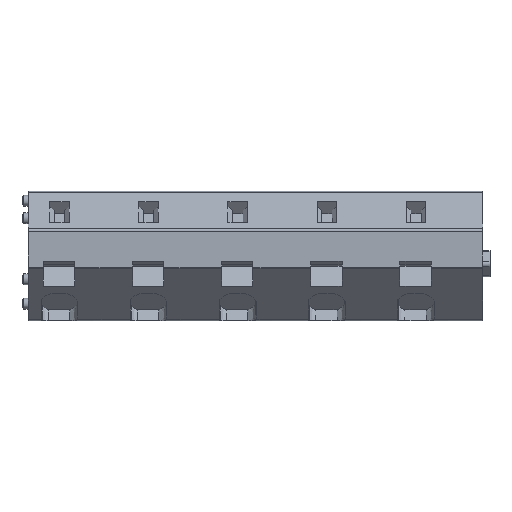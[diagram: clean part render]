
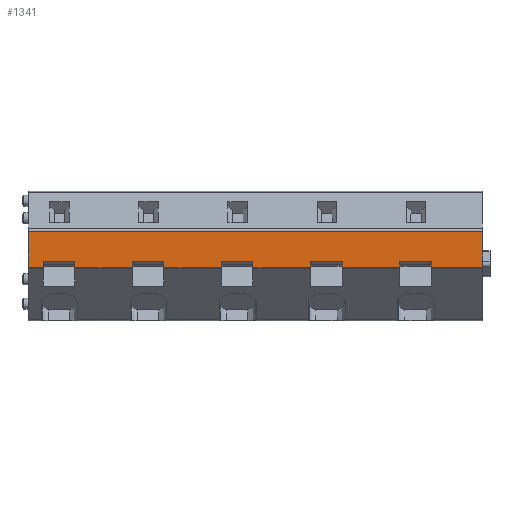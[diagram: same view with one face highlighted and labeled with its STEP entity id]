
A CAD part, top view. The second image highlights one B-rep face of the part: STEP entity #1341.
In plain terms, the highlighted planar face has unit normal (0, 0, 1).
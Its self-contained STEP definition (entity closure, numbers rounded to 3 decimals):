
#1199=AXIS2_PLACEMENT_3D('Plane Axis2P3D',#1196,#1197,#1198) ;
#961=CARTESIAN_POINT('Vertex',(51.7,5.981,16.478)) ;
#964=CARTESIAN_POINT('Line Origine',(5.,5.981,16.478)) ;
#968=CARTESIAN_POINT('Vertex',(45.9,5.981,16.478)) ;
#991=CARTESIAN_POINT('Line Origine',(5.,5.981,16.478)) ;
#995=CARTESIAN_POINT('Vertex',(35.9,5.981,16.478)) ;
#997=CARTESIAN_POINT('Vertex',(42.4,5.981,16.478)) ;
#1040=CARTESIAN_POINT('Vertex',(32.4,5.981,16.478)) ;
#1043=CARTESIAN_POINT('Line Origine',(5.,5.981,16.478)) ;
#1047=CARTESIAN_POINT('Vertex',(25.9,5.981,16.478)) ;
#1082=CARTESIAN_POINT('Vertex',(22.4,5.981,16.478)) ;
#1085=CARTESIAN_POINT('Line Origine',(5.,5.981,16.478)) ;
#1089=CARTESIAN_POINT('Vertex',(15.9,5.981,16.478)) ;
#1125=CARTESIAN_POINT('Vertex',(12.4,5.981,16.478)) ;
#1128=CARTESIAN_POINT('Line Origine',(5.,5.981,16.478)) ;
#1132=CARTESIAN_POINT('Vertex',(5.9,5.981,16.478)) ;
#1168=CARTESIAN_POINT('Vertex',(2.4,5.981,16.478)) ;
#1171=CARTESIAN_POINT('Line Origine',(5.,5.981,16.478)) ;
#1175=CARTESIAN_POINT('Vertex',(0.7,5.981,16.478)) ;
#1196=CARTESIAN_POINT('Axis2P3D Location',(0.,9.977,16.478)) ;
#1201=CARTESIAN_POINT('Line Origine',(12.4,6.311,16.478)) ;
#1205=CARTESIAN_POINT('Vertex',(12.4,6.642,16.478)) ;
#1208=CARTESIAN_POINT('Line Origine',(14.15,6.642,16.478)) ;
#1212=CARTESIAN_POINT('Vertex',(15.9,6.642,16.478)) ;
#1215=CARTESIAN_POINT('Line Origine',(15.9,6.311,16.478)) ;
#1220=CARTESIAN_POINT('Line Origine',(22.4,6.311,16.478)) ;
#1224=CARTESIAN_POINT('Vertex',(22.4,6.642,16.478)) ;
#1227=CARTESIAN_POINT('Line Origine',(24.15,6.642,16.478)) ;
#1231=CARTESIAN_POINT('Vertex',(25.9,6.642,16.478)) ;
#1234=CARTESIAN_POINT('Line Origine',(25.9,6.311,16.478)) ;
#1239=CARTESIAN_POINT('Line Origine',(32.4,6.311,16.478)) ;
#1243=CARTESIAN_POINT('Vertex',(32.4,6.642,16.478)) ;
#1246=CARTESIAN_POINT('Line Origine',(34.15,6.642,16.478)) ;
#1250=CARTESIAN_POINT('Vertex',(35.9,6.642,16.478)) ;
#1253=CARTESIAN_POINT('Line Origine',(35.9,6.311,16.478)) ;
#1258=CARTESIAN_POINT('Line Origine',(42.4,6.311,16.478)) ;
#1262=CARTESIAN_POINT('Vertex',(42.4,6.642,16.478)) ;
#1265=CARTESIAN_POINT('Line Origine',(44.15,6.642,16.478)) ;
#1269=CARTESIAN_POINT('Vertex',(45.9,6.642,16.478)) ;
#1272=CARTESIAN_POINT('Line Origine',(45.9,6.311,16.478)) ;
#1277=CARTESIAN_POINT('Line Origine',(51.7,7.979,16.478)) ;
#1281=CARTESIAN_POINT('Vertex',(51.7,9.977,16.478)) ;
#1284=CARTESIAN_POINT('Line Origine',(26.2,9.977,16.478)) ;
#1288=CARTESIAN_POINT('Vertex',(0.7,9.977,16.478)) ;
#1291=CARTESIAN_POINT('Line Origine',(0.7,7.979,16.478)) ;
#1296=CARTESIAN_POINT('Line Origine',(2.4,6.311,16.478)) ;
#1300=CARTESIAN_POINT('Vertex',(2.4,6.642,16.478)) ;
#1303=CARTESIAN_POINT('Line Origine',(4.15,6.642,16.478)) ;
#1307=CARTESIAN_POINT('Vertex',(5.9,6.642,16.478)) ;
#1310=CARTESIAN_POINT('Line Origine',(5.9,6.311,16.478)) ;
#965=DIRECTION('Vector Direction',(-1.,0.,0.)) ;
#992=DIRECTION('Vector Direction',(-1.,0.,0.)) ;
#1044=DIRECTION('Vector Direction',(-1.,0.,0.)) ;
#1086=DIRECTION('Vector Direction',(-1.,0.,0.)) ;
#1129=DIRECTION('Vector Direction',(-1.,0.,0.)) ;
#1172=DIRECTION('Vector Direction',(-1.,0.,0.)) ;
#1197=DIRECTION('Axis2P3D Direction',(-0.,0.,1.)) ;
#1198=DIRECTION('Axis2P3D XDirection',(0.,-1.,0.)) ;
#1202=DIRECTION('Vector Direction',(0.,-1.,0.)) ;
#1209=DIRECTION('Vector Direction',(-1.,0.,0.)) ;
#1216=DIRECTION('Vector Direction',(0.,-1.,0.)) ;
#1221=DIRECTION('Vector Direction',(0.,-1.,0.)) ;
#1228=DIRECTION('Vector Direction',(-1.,0.,0.)) ;
#1235=DIRECTION('Vector Direction',(0.,-1.,0.)) ;
#1240=DIRECTION('Vector Direction',(0.,-1.,0.)) ;
#1247=DIRECTION('Vector Direction',(-1.,0.,0.)) ;
#1254=DIRECTION('Vector Direction',(0.,-1.,0.)) ;
#1259=DIRECTION('Vector Direction',(0.,-1.,0.)) ;
#1266=DIRECTION('Vector Direction',(-1.,0.,0.)) ;
#1273=DIRECTION('Vector Direction',(0.,-1.,0.)) ;
#1278=DIRECTION('Vector Direction',(0.,-1.,0.)) ;
#1285=DIRECTION('Vector Direction',(1.,0.,0.)) ;
#1292=DIRECTION('Vector Direction',(0.,-1.,0.)) ;
#1297=DIRECTION('Vector Direction',(0.,-1.,0.)) ;
#1304=DIRECTION('Vector Direction',(-1.,0.,0.)) ;
#1311=DIRECTION('Vector Direction',(0.,-1.,0.)) ;
#966=VECTOR('Line Direction',#965,1.) ;
#993=VECTOR('Line Direction',#992,1.) ;
#1045=VECTOR('Line Direction',#1044,1.) ;
#1087=VECTOR('Line Direction',#1086,1.) ;
#1130=VECTOR('Line Direction',#1129,1.) ;
#1173=VECTOR('Line Direction',#1172,1.) ;
#1203=VECTOR('Line Direction',#1202,1.) ;
#1210=VECTOR('Line Direction',#1209,1.) ;
#1217=VECTOR('Line Direction',#1216,1.) ;
#1222=VECTOR('Line Direction',#1221,1.) ;
#1229=VECTOR('Line Direction',#1228,1.) ;
#1236=VECTOR('Line Direction',#1235,1.) ;
#1241=VECTOR('Line Direction',#1240,1.) ;
#1248=VECTOR('Line Direction',#1247,1.) ;
#1255=VECTOR('Line Direction',#1254,1.) ;
#1260=VECTOR('Line Direction',#1259,1.) ;
#1267=VECTOR('Line Direction',#1266,1.) ;
#1274=VECTOR('Line Direction',#1273,1.) ;
#1279=VECTOR('Line Direction',#1278,1.) ;
#1286=VECTOR('Line Direction',#1285,1.) ;
#1293=VECTOR('Line Direction',#1292,1.) ;
#1298=VECTOR('Line Direction',#1297,1.) ;
#1305=VECTOR('Line Direction',#1304,1.) ;
#1312=VECTOR('Line Direction',#1311,1.) ;
#1316=ORIENTED_EDGE('',*,*,#1134,.T.) ;
#1317=ORIENTED_EDGE('',*,*,#1207,.F.) ;
#1318=ORIENTED_EDGE('',*,*,#1214,.F.) ;
#1319=ORIENTED_EDGE('',*,*,#1219,.T.) ;
#1320=ORIENTED_EDGE('',*,*,#1091,.T.) ;
#1321=ORIENTED_EDGE('',*,*,#1226,.F.) ;
#1322=ORIENTED_EDGE('',*,*,#1233,.F.) ;
#1323=ORIENTED_EDGE('',*,*,#1238,.T.) ;
#1324=ORIENTED_EDGE('',*,*,#1049,.T.) ;
#1325=ORIENTED_EDGE('',*,*,#1245,.F.) ;
#1326=ORIENTED_EDGE('',*,*,#1252,.F.) ;
#1327=ORIENTED_EDGE('',*,*,#1257,.T.) ;
#1328=ORIENTED_EDGE('',*,*,#999,.T.) ;
#1329=ORIENTED_EDGE('',*,*,#1264,.F.) ;
#1330=ORIENTED_EDGE('',*,*,#1271,.F.) ;
#1331=ORIENTED_EDGE('',*,*,#1276,.T.) ;
#1332=ORIENTED_EDGE('',*,*,#970,.T.) ;
#1333=ORIENTED_EDGE('',*,*,#1283,.F.) ;
#1334=ORIENTED_EDGE('',*,*,#1290,.F.) ;
#1335=ORIENTED_EDGE('',*,*,#1295,.F.) ;
#1336=ORIENTED_EDGE('',*,*,#1177,.T.) ;
#1337=ORIENTED_EDGE('',*,*,#1302,.F.) ;
#1338=ORIENTED_EDGE('',*,*,#1309,.F.) ;
#1339=ORIENTED_EDGE('',*,*,#1314,.T.) ;
#1341=ADVANCED_FACE('HOUSING',(#1340),#1200,.T.) ;
#970=EDGE_CURVE('',#969,#962,#967,.F.) ;
#999=EDGE_CURVE('',#996,#998,#994,.F.) ;
#1049=EDGE_CURVE('',#1048,#1041,#1046,.F.) ;
#1091=EDGE_CURVE('',#1090,#1083,#1088,.F.) ;
#1134=EDGE_CURVE('',#1133,#1126,#1131,.F.) ;
#1177=EDGE_CURVE('',#1176,#1169,#1174,.F.) ;
#1207=EDGE_CURVE('',#1206,#1126,#1204,.T.) ;
#1214=EDGE_CURVE('',#1213,#1206,#1211,.T.) ;
#1219=EDGE_CURVE('',#1213,#1090,#1218,.T.) ;
#1226=EDGE_CURVE('',#1225,#1083,#1223,.T.) ;
#1233=EDGE_CURVE('',#1232,#1225,#1230,.T.) ;
#1238=EDGE_CURVE('',#1232,#1048,#1237,.T.) ;
#1245=EDGE_CURVE('',#1244,#1041,#1242,.T.) ;
#1252=EDGE_CURVE('',#1251,#1244,#1249,.T.) ;
#1257=EDGE_CURVE('',#1251,#996,#1256,.T.) ;
#1264=EDGE_CURVE('',#1263,#998,#1261,.T.) ;
#1271=EDGE_CURVE('',#1270,#1263,#1268,.T.) ;
#1276=EDGE_CURVE('',#1270,#969,#1275,.T.) ;
#1283=EDGE_CURVE('',#1282,#962,#1280,.T.) ;
#1290=EDGE_CURVE('',#1289,#1282,#1287,.T.) ;
#1295=EDGE_CURVE('',#1176,#1289,#1294,.F.) ;
#1302=EDGE_CURVE('',#1301,#1169,#1299,.T.) ;
#1309=EDGE_CURVE('',#1308,#1301,#1306,.T.) ;
#1314=EDGE_CURVE('',#1308,#1133,#1313,.T.) ;
#1315=EDGE_LOOP('',(#1316,#1317,#1318,#1319,#1320,#1321,#1322,#1323,#1324,#1325,#1326,#1327,#1328,#1329,#1330,#1331,#1332,#1333,#1334,#1335,#1336,#1337,#1338,#1339)) ;
#1340=FACE_OUTER_BOUND('',#1315,.T.) ;
#967=LINE('Line',#964,#966) ;
#994=LINE('Line',#991,#993) ;
#1046=LINE('Line',#1043,#1045) ;
#1088=LINE('Line',#1085,#1087) ;
#1131=LINE('Line',#1128,#1130) ;
#1174=LINE('Line',#1171,#1173) ;
#1204=LINE('Line',#1201,#1203) ;
#1211=LINE('Line',#1208,#1210) ;
#1218=LINE('Line',#1215,#1217) ;
#1223=LINE('Line',#1220,#1222) ;
#1230=LINE('Line',#1227,#1229) ;
#1237=LINE('Line',#1234,#1236) ;
#1242=LINE('Line',#1239,#1241) ;
#1249=LINE('Line',#1246,#1248) ;
#1256=LINE('Line',#1253,#1255) ;
#1261=LINE('Line',#1258,#1260) ;
#1268=LINE('Line',#1265,#1267) ;
#1275=LINE('Line',#1272,#1274) ;
#1280=LINE('Line',#1277,#1279) ;
#1287=LINE('Line',#1284,#1286) ;
#1294=LINE('Line',#1291,#1293) ;
#1299=LINE('Line',#1296,#1298) ;
#1306=LINE('Line',#1303,#1305) ;
#1313=LINE('Line',#1310,#1312) ;
#1200=PLANE('',#1199) ;
#962=VERTEX_POINT('',#961) ;
#969=VERTEX_POINT('',#968) ;
#996=VERTEX_POINT('',#995) ;
#998=VERTEX_POINT('',#997) ;
#1041=VERTEX_POINT('',#1040) ;
#1048=VERTEX_POINT('',#1047) ;
#1083=VERTEX_POINT('',#1082) ;
#1090=VERTEX_POINT('',#1089) ;
#1126=VERTEX_POINT('',#1125) ;
#1133=VERTEX_POINT('',#1132) ;
#1169=VERTEX_POINT('',#1168) ;
#1176=VERTEX_POINT('',#1175) ;
#1206=VERTEX_POINT('',#1205) ;
#1213=VERTEX_POINT('',#1212) ;
#1225=VERTEX_POINT('',#1224) ;
#1232=VERTEX_POINT('',#1231) ;
#1244=VERTEX_POINT('',#1243) ;
#1251=VERTEX_POINT('',#1250) ;
#1263=VERTEX_POINT('',#1262) ;
#1270=VERTEX_POINT('',#1269) ;
#1282=VERTEX_POINT('',#1281) ;
#1289=VERTEX_POINT('',#1288) ;
#1301=VERTEX_POINT('',#1300) ;
#1308=VERTEX_POINT('',#1307) ;
